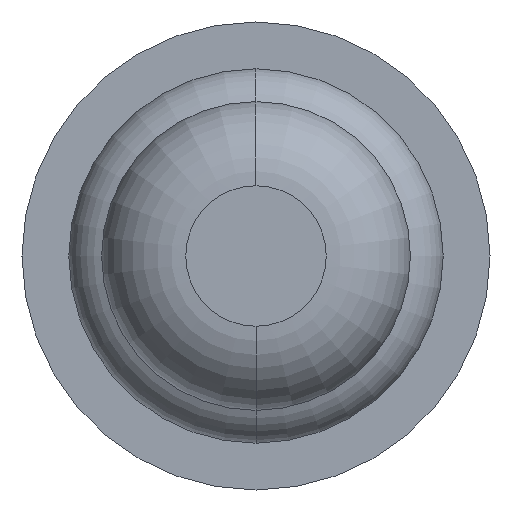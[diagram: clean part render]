
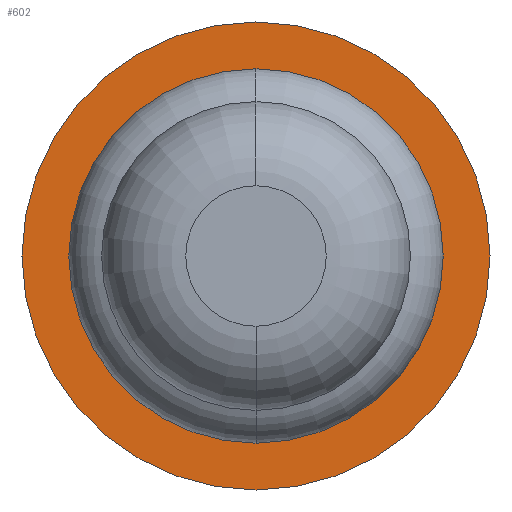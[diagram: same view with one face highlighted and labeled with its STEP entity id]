
A CAD part, front view. The second image highlights one B-rep face of the part: STEP entity #602.
In plain terms, the highlighted planar face has unit normal (0, -1, 0).
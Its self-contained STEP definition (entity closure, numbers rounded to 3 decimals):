
#104 = DIRECTION ( 'NONE',  ( -1., 0., 0. ) ) ;
#225 = DIRECTION ( 'NONE',  ( 0., 1., 0. ) ) ;
#265 = EDGE_LOOP ( 'NONE', ( #2494, #497 ) ) ;
#413 = FACE_OUTER_BOUND ( 'NONE', #265, .T. ) ;
#479 = DIRECTION ( 'NONE',  ( 0., 1., 0. ) ) ;
#497 = ORIENTED_EDGE ( 'NONE', *, *, #2073, .F. ) ;
#602 = ADVANCED_FACE ( 'Defeature ausgef�hrt1_13', ( #413, #1889 ), #1635, .F. ) ;
#641 = AXIS2_PLACEMENT_3D ( 'NONE', #2258, #2567, #726 ) ;
#726 = DIRECTION ( 'NONE',  ( -1., 0., 0. ) ) ;
#731 = ORIENTED_EDGE ( 'NONE', *, *, #1381, .T. ) ;
#827 = CARTESIAN_POINT ( 'NONE',  ( 0., 5., 0. ) ) ;
#885 = CIRCLE ( 'NONE', #3648, 0.64 ) ;
#898 = CIRCLE ( 'NONE', #2884, 1.25 ) ;
#1184 = EDGE_CURVE ( 'Defeature ausgef�hrt1_13+Defeature ausgef�hrt1_10+Defeature ausgef�hrt1_10+Defeature ausgef�hrt1_10', #1852, #3082, #885, .T. ) ;
#1283 = AXIS2_PLACEMENT_3D ( 'NONE', #827, #225, #3086 ) ;
#1381 = EDGE_CURVE ( 'Defeature ausgef�hrt1_13+Defeature ausgef�hrt1_10+Defeature ausgef�hrt1_10+Defeature ausgef�hrt1_10', #3082, #1852, #3678, .T. ) ;
#1635 = PLANE ( 'NONE',  #641 ) ;
#1808 = ORIENTED_EDGE ( 'NONE', *, *, #1184, .T. ) ;
#1852 = VERTEX_POINT ( 'NONE', #2752 ) ;
#1889 = FACE_BOUND ( 'NONE', #3416, .T. ) ;
#2073 = EDGE_CURVE ( 'Defeature ausgef�hrt1_12+Defeature ausgef�hrt1_13+Defeature ausgef�hrt1_13+Defeature ausgef�hrt1_13', #3815, #2198, #3536, .T. ) ;
#2093 = AXIS2_PLACEMENT_3D ( 'NONE', #3269, #479, #2327 ) ;
#2198 = VERTEX_POINT ( 'NONE', #3569 ) ;
#2258 = CARTESIAN_POINT ( 'NONE',  ( 1.25, 5., 0. ) ) ;
#2324 = CARTESIAN_POINT ( 'NONE',  ( 0., 5., 0. ) ) ;
#2327 = DIRECTION ( 'NONE',  ( -1., 0., 0. ) ) ;
#2475 = CARTESIAN_POINT ( 'NONE',  ( 1.25, 5., 0. ) ) ;
#2494 = ORIENTED_EDGE ( 'NONE', *, *, #2686, .F. ) ;
#2567 = DIRECTION ( 'NONE',  ( 0., 1., 0. ) ) ;
#2686 = EDGE_CURVE ( 'Defeature ausgef�hrt1_12+Defeature ausgef�hrt1_13+Defeature ausgef�hrt1_13+Defeature ausgef�hrt1_13', #2198, #3815, #898, .T. ) ;
#2752 = CARTESIAN_POINT ( 'NONE',  ( -0.64, 5., 0. ) ) ;
#2871 = CARTESIAN_POINT ( 'NONE',  ( 0., 5., 0. ) ) ;
#2884 = AXIS2_PLACEMENT_3D ( 'NONE', #2324, #3217, #3820 ) ;
#3082 = VERTEX_POINT ( 'NONE', #3745 ) ;
#3086 = DIRECTION ( 'NONE',  ( -1., 0., 0. ) ) ;
#3217 = DIRECTION ( 'NONE',  ( 0., 1., 0. ) ) ;
#3269 = CARTESIAN_POINT ( 'NONE',  ( 0., 5., 0. ) ) ;
#3416 = EDGE_LOOP ( 'NONE', ( #1808, #731 ) ) ;
#3509 = DIRECTION ( 'NONE',  ( 0., 1., 0. ) ) ;
#3536 = CIRCLE ( 'NONE', #1283, 1.25 ) ;
#3569 = CARTESIAN_POINT ( 'NONE',  ( -1.25, 5., 0. ) ) ;
#3648 = AXIS2_PLACEMENT_3D ( 'NONE', #2871, #3509, #104 ) ;
#3678 = CIRCLE ( 'NONE', #2093, 0.64 ) ;
#3745 = CARTESIAN_POINT ( 'NONE',  ( 0.64, 5., 0. ) ) ;
#3815 = VERTEX_POINT ( 'NONE', #2475 ) ;
#3820 = DIRECTION ( 'NONE',  ( -1., 0., 0. ) ) ;
